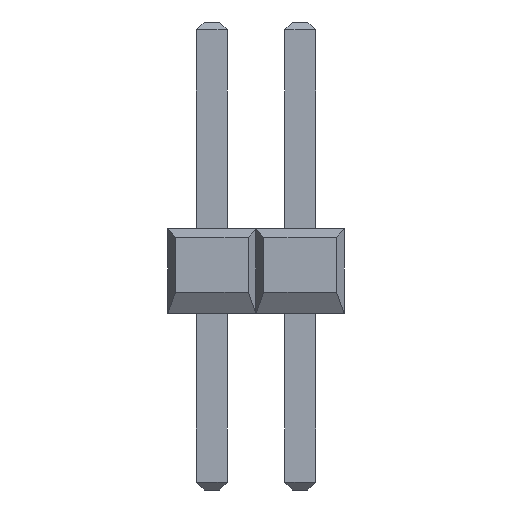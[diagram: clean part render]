
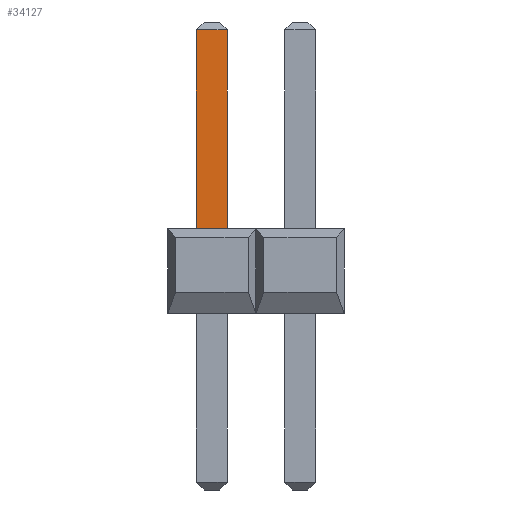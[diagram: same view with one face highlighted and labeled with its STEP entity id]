
A CAD part, left-side view. The second image highlights one B-rep face of the part: STEP entity #34127.
In plain terms, the highlighted planar face has unit normal (-1, 0, 0).
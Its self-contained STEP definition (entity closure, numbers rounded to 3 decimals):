
#34127=ADVANCED_FACE('',(#34133),#34128,.F.);
#34128=PLANE('',#34129);
#34129=AXIS2_PLACEMENT_3D('',#34130,#34131,#34132);
#34130=CARTESIAN_POINT('Origin',(-0.444,0.444,2.438));
#34131=DIRECTION('center_axis',(1.0,0.0,0.0));
#34132=DIRECTION('ref_axis',(0.,0.,1.));
#34133=FACE_OUTER_BOUND('',#34134,.T.);
#34134=EDGE_LOOP('',(#34135,#34145,#34155,#34165));
#34135=ORIENTED_EDGE('',*,*,#34136,.F.);
#34136=EDGE_CURVE('',#34137,#34139,#34141,.T.);
#34137=VERTEX_POINT('',#34138);
#34138=CARTESIAN_POINT('',(-0.444,-0.444,2.438));
#34139=VERTEX_POINT('',#34140);
#34140=CARTESIAN_POINT('',(-0.444,0.444,2.438));
#34141=LINE('',#34142,#34143);
#34142=CARTESIAN_POINT('',(-0.444,-0.444,2.438));
#34143=VECTOR('',#34144,0.889);
#34144=DIRECTION('',(0.0,1.0,0.0));
#34145=ORIENTED_EDGE('',*,*,#34146,.F.);
#34146=EDGE_CURVE('',#34147,#34149,#34151,.T.);
#34147=VERTEX_POINT('',#34148);
#34148=CARTESIAN_POINT('',(-0.444,-0.444,8.16));
#34149=VERTEX_POINT('',#34138);
#34151=LINE('',#34152,#34153);
#34152=CARTESIAN_POINT('',(-0.444,-0.444,8.16));
#34153=VECTOR('',#34154,5.721);
#34154=DIRECTION('',(0.0,0.0,-1.0));
#34155=ORIENTED_EDGE('',*,*,#34156,.F.);
#34156=EDGE_CURVE('',#34157,#34159,#34161,.T.);
#34157=VERTEX_POINT('',#34158);
#34158=CARTESIAN_POINT('',(-0.444,0.444,8.16));
#34159=VERTEX_POINT('',#34148);
#34161=LINE('',#34162,#34163);
#34162=CARTESIAN_POINT('',(-0.444,0.444,8.16));
#34163=VECTOR('',#34164,0.889);
#34164=DIRECTION('',(0.0,-1.0,0.0));
#34165=ORIENTED_EDGE('',*,*,#34166,.F.);
#34166=EDGE_CURVE('',#34167,#34169,#34171,.T.);
#34167=VERTEX_POINT('',#34140);
#34169=VERTEX_POINT('',#34158);
#34171=LINE('',#34172,#34173);
#34172=CARTESIAN_POINT('',(-0.444,0.444,2.438));
#34173=VECTOR('',#34174,5.721);
#34174=DIRECTION('',(0.0,0.0,1.0));
